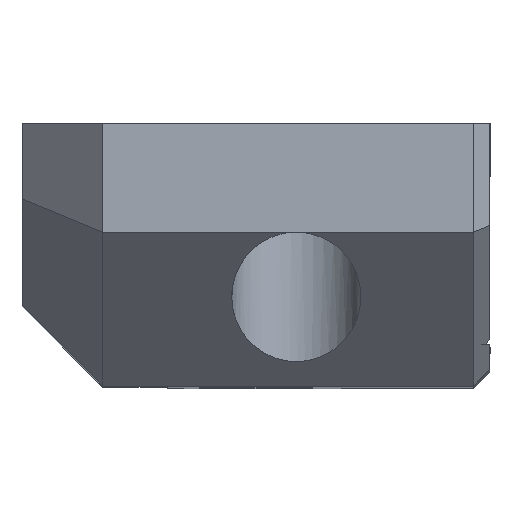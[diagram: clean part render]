
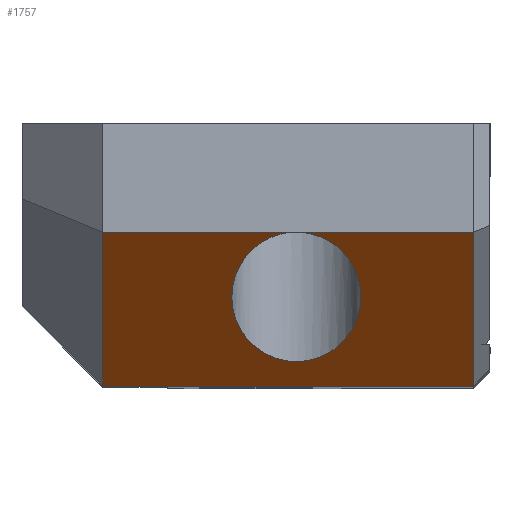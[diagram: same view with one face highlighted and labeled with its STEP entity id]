
A CAD part, top view. The second image highlights one B-rep face of the part: STEP entity #1757.
In plain terms, the highlighted planar face has unit normal (0, -0.707, 0.707).
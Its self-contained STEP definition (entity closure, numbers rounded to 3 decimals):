
#41=ELLIPSE('',#1793,5.657,4.);
#67=FACE_BOUND('',#249,.T.);
#145=FACE_OUTER_BOUND('',#248,.T.);
#248=EDGE_LOOP('',(#1521,#1522,#1523,#1524));
#249=EDGE_LOOP('',(#1525,#1526));
#276=LINE('',#2311,#498);
#301=LINE('',#2362,#523);
#311=LINE('',#2390,#533);
#465=LINE('',#2918,#687);
#472=LINE('',#2930,#694);
#498=VECTOR('',#1897,10.);
#523=VECTOR('',#1924,10.);
#533=VECTOR('',#1952,10.);
#687=VECTOR('',#2216,10.);
#694=VECTOR('',#2229,10.);
#718=VERTEX_POINT('',#2308);
#719=VERTEX_POINT('',#2310);
#743=VERTEX_POINT('',#2360);
#744=VERTEX_POINT('',#2361);
#753=VERTEX_POINT('',#2388);
#852=VERTEX_POINT('',#2917);
#875=EDGE_CURVE('',#719,#718,#276,.T.);
#900=EDGE_CURVE('',#743,#744,#301,.T.);
#903=EDGE_CURVE('',#744,#743,#41,.T.);
#914=EDGE_CURVE('',#753,#718,#311,.T.);
#1080=EDGE_CURVE('',#719,#852,#465,.T.);
#1087=EDGE_CURVE('',#852,#753,#472,.T.);
#1521=ORIENTED_EDGE('',*,*,#914,.F.);
#1522=ORIENTED_EDGE('',*,*,#1087,.F.);
#1523=ORIENTED_EDGE('',*,*,#1080,.F.);
#1524=ORIENTED_EDGE('',*,*,#875,.T.);
#1525=ORIENTED_EDGE('',*,*,#903,.T.);
#1526=ORIENTED_EDGE('',*,*,#900,.T.);
#1669=PLANE('',#1857);
#1757=ADVANCED_FACE('',(#145,#67),#1669,.T.);
#1793=AXIS2_PLACEMENT_3D('',#2367,#1931,#1932);
#1857=AXIS2_PLACEMENT_3D('',#2931,#2230,#2231);
#1897=DIRECTION('',(1.,0.,0.));
#1924=DIRECTION('',(1.,0.,0.));
#1931=DIRECTION('center_axis',(0.,0.707,-0.707));
#1932=DIRECTION('ref_axis',(0.,-0.707,-0.707));
#1952=DIRECTION('',(0.,-0.707,-0.707));
#2216=DIRECTION('',(0.,0.707,0.707));
#2229=DIRECTION('',(1.,0.,0.));
#2230=DIRECTION('center_axis',(0.,-0.707,
0.707));
#2231=DIRECTION('ref_axis',(0.,-0.707,-0.707));
#2308=CARTESIAN_POINT('',(0.,0.,0.));
#2310=CARTESIAN_POINT('',(-23.,0.,0.));
#2311=CARTESIAN_POINT('',(-28.,0.,0.));
#2360=CARTESIAN_POINT('',(-11.343,9.5,9.5));
#2361=CARTESIAN_POINT('',(-10.657,9.5,9.5));
#2362=CARTESIAN_POINT('',(-19.5,9.5,9.5));
#2367=CARTESIAN_POINT('Origin',(-11.,5.515,5.515));
#2388=CARTESIAN_POINT('',(0.,9.515,9.515));
#2390=CARTESIAN_POINT('',(0.,5.581,5.581));
#2917=CARTESIAN_POINT('',(-23.,9.515,9.515));
#2918=CARTESIAN_POINT('',(-23.,2.832,2.832));
#2930=CARTESIAN_POINT('',(-28.,9.515,9.515));
#2931=CARTESIAN_POINT('Origin',(-28.,9.515,9.515));
